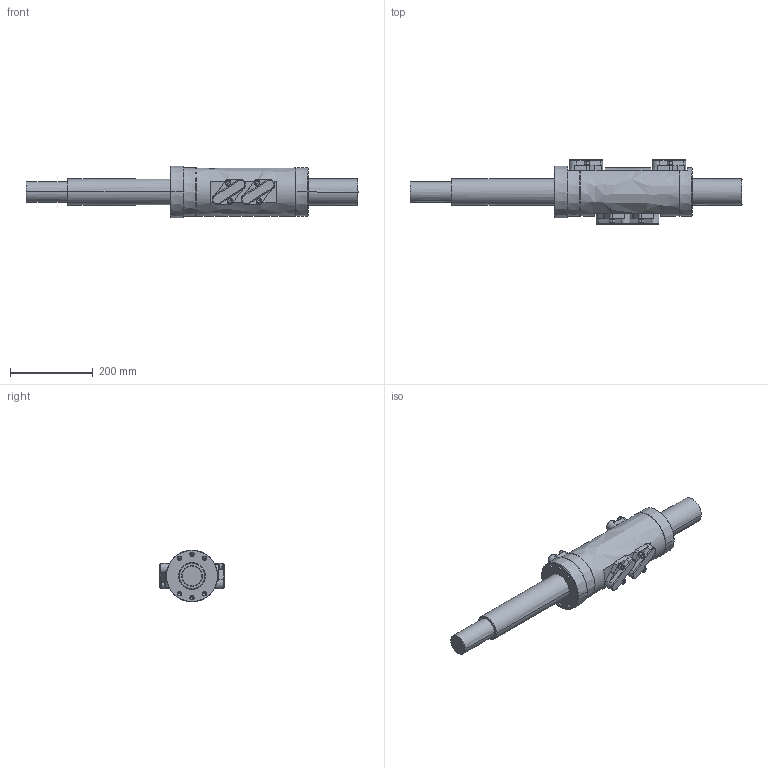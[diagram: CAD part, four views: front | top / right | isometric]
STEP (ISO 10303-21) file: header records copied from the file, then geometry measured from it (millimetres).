
FILE_DESCRIPTION((''),'2;1');
FILE_NAME('00_HSP6320FK_ASM','2022-07-11T15:00:03',('10019049'),(''),'CREO PARAMETRIC BY PTC INC, 2019080','CREO PARAMETRIC BY PTC INC, 2019080','');
FILE_SCHEMA(('CONFIG_CONTROL_DESIGN'));
Length unit declared in the file: millimetre
Products named in the file (6): NUT_HSP6320FK; ST_HSP6320FK; LOCKER_HSP6320FK; __8_0001; _M820_0001; 00_HSP6320FK_ASM
Assembly tree (22 placements, depth 2):
  00_HSP6320FK_ASM
    NUT_HSP6320FK
    ST_HSP6320FK
    LOCKER_HSP6320FK  x4
    __8_0001  x8
    _M820_0001  x8
Bounding box: 800 x 155 x 125 mm (x, y, z)
Surface area: 437626.8 mm2 (no closed solid volume)
Topology: 0 solids, 0 shells, 511 faces, 2416 edges, 2372 vertices
Faces by surface type: bspline 479, torus 32
Entity records: 22785 total; most frequent: CARTESIAN_POINT 13518, DIRECTION 1515, TRIMMED_CURVE 1239, VECTOR 1027, LINE 1027, DEFINITIONAL_REPRESENTATION 976, PCURVE 976, COMPOSITE_CURVE_SEGMENT 976
